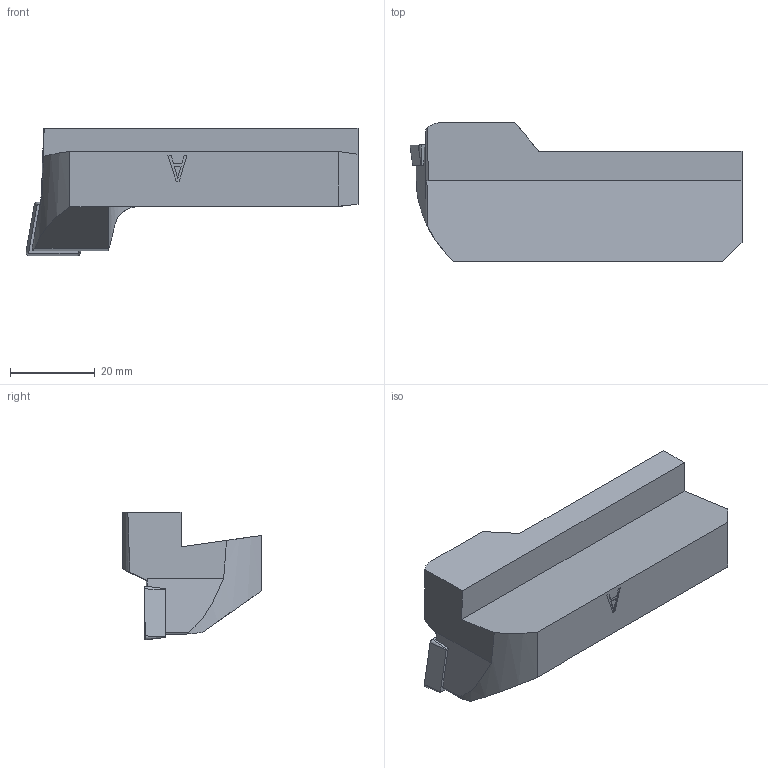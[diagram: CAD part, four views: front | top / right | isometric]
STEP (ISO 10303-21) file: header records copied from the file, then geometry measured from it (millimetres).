
FILE_DESCRIPTION(/* description */ (''),/* implementation_level */ '2;1');
FILE_NAME(/* name */ '1548863074460.stp',/* time_stamp */ '2019-01-30T16:44:51+01:00',/* author */ (''),/* organization */ ('SMS'),/* preprocessor_version */ 'ST-DEVELOPER v15',/* originating_system */ 'SIEMENS PLM Software NX 8.5',/* authorisation */ '');
FILE_SCHEMA (('AUTOMOTIVE_DESIGN { 1 0 10303 214 3 1 1 1 }'));
Length unit declared in the file: millimetre
Products named in the file (4): ASSEMBLY_CONSTRUCTION; IsoTurningInsert; 201028055mod000_00; 201028091mod000_01
Assembly tree (3 placements, depth 2):
  201028091mod000_01
    201028055mod000_00
    IsoTurningInsert
    ASSEMBLY_CONSTRUCTION
Bounding box: 78.48 x 32.8 x 30.2 mm (x, y, z)
Volume: 30009 mm3; surface area: 9208.4 mm2
Topology: 2 solids, 2 shells, 66 faces, 174 edges, 121 vertices
Faces by surface type: plane 46, cylinder 7, cone 7, torus 4, extrusion 2
Full cylindrical faces by diameter (mm): 5.5 x2
Entity records: 2259 total; most frequent: CARTESIAN_POINT 536, ORIENTED_EDGE 322, DIRECTION 318, EDGE_CURVE 161, VERTEX_POINT 110, AXIS2_PLACEMENT_3D 108, VECTOR 102, LINE 100
